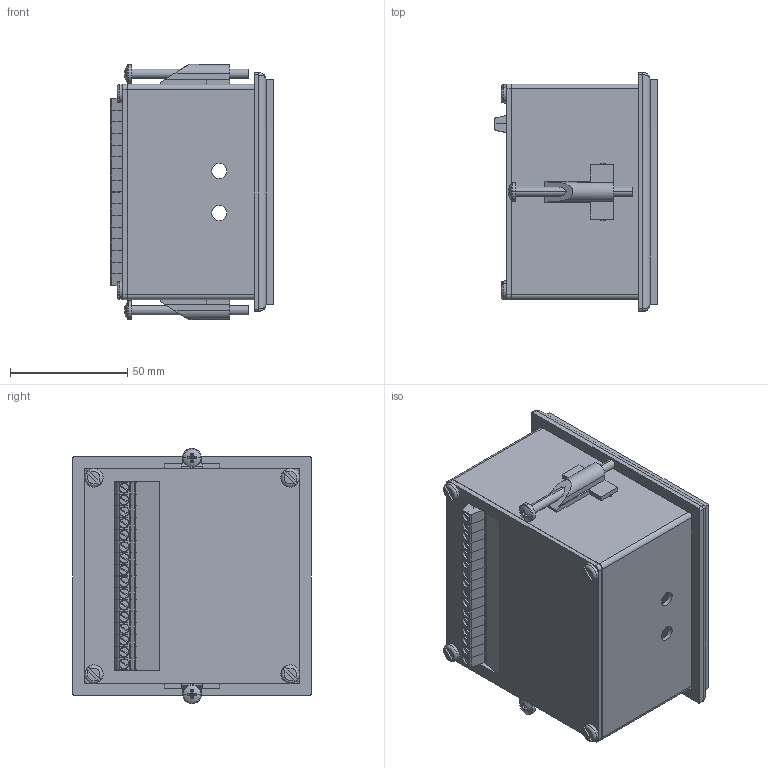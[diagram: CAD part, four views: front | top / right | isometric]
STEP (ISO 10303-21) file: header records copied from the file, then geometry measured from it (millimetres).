
FILE_DESCRIPTION (( 'STEP AP214' ), '1' );
FILE_NAME ('3D ìîäåëü ÒÐÌ201-Ù1.STEP', '2015-08-17T13:49:06', ( 'adm' ), ( 'owen' ), 'SwSTEP 2.0', 'SolidWorks 2011', '' );
FILE_SCHEMA (( 'AUTOMOTIVE_DESIGN' ));
Length unit declared in the file: millimetre
Products named in the file (10): 鏢鵿櫡 膹樦擨鴀鍒; 3D ìîäåëü ÒÐÌ201-Ù1; TRM201_002B04M; Êîðïóñ ÒÐÌ201-Ù1 çàä; Óïëîòíèòåëü; slotted pan head screw_iso_ISO 1580 - M4 x 20 --- 20N; Êîðïóñ ÒÐÌ201-Ù1 ïåðåä; ﾇ琥韲; Pan Cross Head_AM4_50_B18.6.7M - M4 x 0.7 x 40 Type I Cross Recessed PHMS --40N; 抔樦憵
Assembly tree (29 placements, depth 3):
  3D ìîäåëü ÒÐÌ201-Ù1
    slotted pan head screw_iso_ISO 1580 - M4 x 20 --- 20N  x4
    Êîðïóñ ÒÐÌ201-Ù1 ïåðåä
    TRM201_002B04M
    ﾇ琥韲  x2
    Pan Cross Head_AM4_50_B18.6.7M - M4 x 0.7 x 40 Type I Cross Recessed PHMS --40N  x2
    Êîðïóñ ÒÐÌ201-Ù1 çàä
    Óïëîòíèòåëü
    鏢鵿櫡 膹樦擨鴀鍒
      抔樦憵  x16
Bounding box: 69.25 x 102 x 109 mm (x, y, z)
Volume: 132223.9 mm3; surface area: 123152.9 mm2
Topology: 28 solids, 28 shells, 1812 faces, 4489 edges, 2954 vertices
Faces by surface type: plane 1292, cylinder 294, bspline 202, torus 12, cone 8, sphere 4
Entity records: 42497 total; most frequent: CARTESIAN_POINT 8408, ORIENTED_EDGE 5444, DIRECTION 4280, EDGE_CURVE 2722, VECTOR 2100, LINE 2100, VERTEX_POINT 1804, EDGE_LOOP 1192
